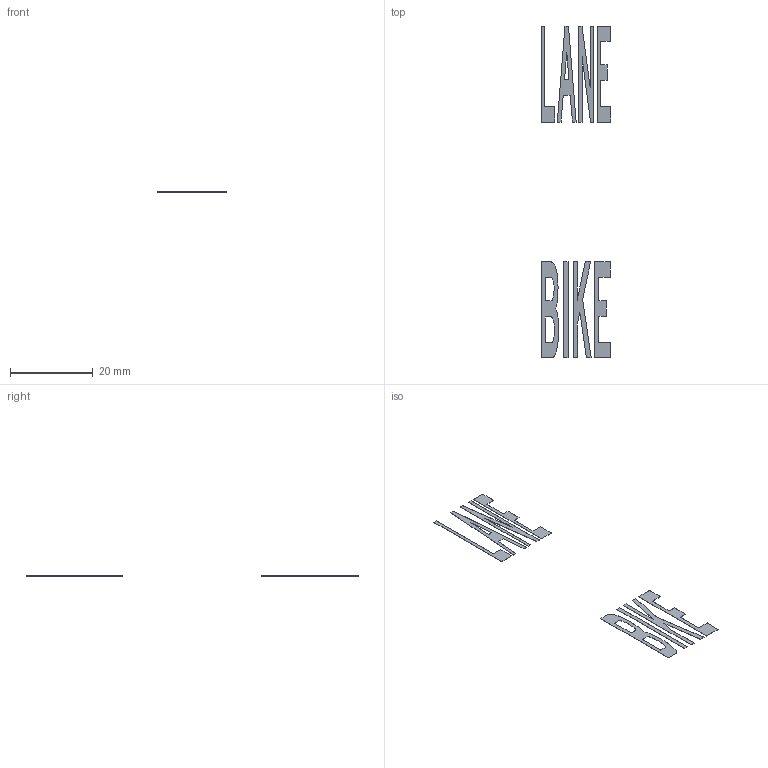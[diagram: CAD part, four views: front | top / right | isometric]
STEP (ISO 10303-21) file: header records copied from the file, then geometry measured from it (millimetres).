
FILE_DESCRIPTION(/* description */ (''),/* implementation_level */ '2;1');
FILE_NAME(/* name */ 'scale bike lane marking text only',/* time_stamp */ '2025-01-28T13:35:35-05:00',/* author */ (''),/* organization */ (''),/* preprocessor_version */ 'ST-DEVELOPER v19.2',/* originating_system */ 'Rhino 8.15',/* authorisation */ '');
FILE_SCHEMA (('CONFIG_CONTROL_DESIGN'));
Length unit declared in the file: inch
Products named in the file (1): Document
Bounding box: 16.93 x 80.43 x 0.05 mm (x, y, z)
Volume: 18.7 mm3; surface area: 767.2 mm2
Topology: 8 solids, 8 shells, 99 faces, 249 edges, 166 vertices
Faces by surface type: plane 92, bspline 7
Entity records: 2732 total; most frequent: CARTESIAN_POINT 870, ORIENTED_EDGE 498, EDGE_CURVE 249, B_SPLINE_CURVE_WITH_KNOTS 249, VERTEX_POINT 166, EDGE_LOOP 105, ADVANCED_FACE 99, FACE_OUTER_BOUND 99
